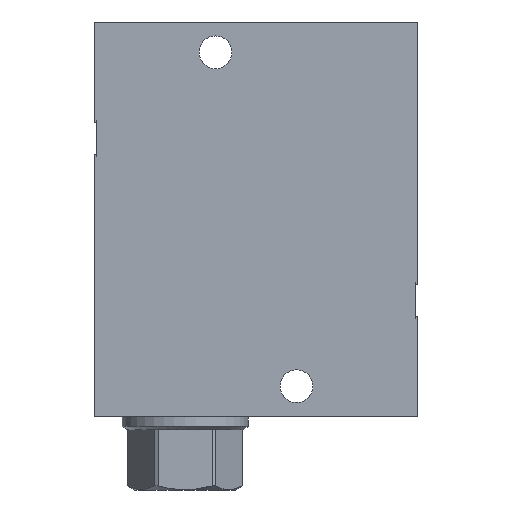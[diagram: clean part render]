
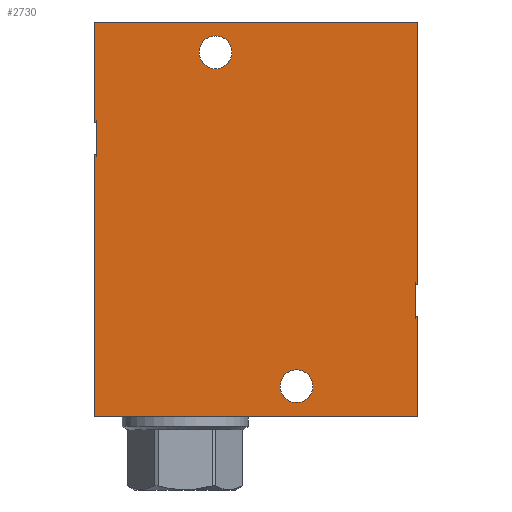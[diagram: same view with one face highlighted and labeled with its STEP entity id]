
A CAD part, front view. The second image highlights one B-rep face of the part: STEP entity #2730.
In plain terms, the highlighted planar face has unit normal (0, -1, 0).
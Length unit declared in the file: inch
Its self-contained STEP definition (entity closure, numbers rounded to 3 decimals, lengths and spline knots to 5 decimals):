
#5=DIRECTION('',(1.,0.,0.));
#6=VECTOR('',#5,4.);
#7=CARTESIAN_POINT('',(0.,-2.25,0.));
#8=LINE('',#7,#6);
#1189=DIRECTION('',(0.,0.,-1.));
#1190=VECTOR('',#1189,0.39263);
#1191=CARTESIAN_POINT('',(0.032,-2.25,3.63431));
#1192=LINE('',#1191,#1190);
#1193=DIRECTION('',(1.,0.,0.));
#1194=VECTOR('',#1193,0.032);
#1195=CARTESIAN_POINT('',(0.,-2.25,3.63431));
#1196=LINE('',#1195,#1194);
#1197=DIRECTION('',(0.,0.,1.));
#1198=VECTOR('',#1197,1.24069);
#1199=CARTESIAN_POINT('',(0.,-2.25,3.63431));
#1200=LINE('',#1199,#1198);
#1201=DIRECTION('',(-1.,0.,0.));
#1202=VECTOR('',#1201,0.032);
#1203=CARTESIAN_POINT('',(4.,-2.25,1.63431));
#1204=LINE('',#1203,#1202);
#1205=DIRECTION('',(0.,0.,-1.));
#1206=VECTOR('',#1205,0.39263);
#1207=CARTESIAN_POINT('',(3.968,-2.25,1.63431));
#1208=LINE('',#1207,#1206);
#1209=DIRECTION('',(-1.,0.,0.));
#1210=VECTOR('',#1209,0.032);
#1211=CARTESIAN_POINT('',(4.,-2.25,1.24169));
#1212=LINE('',#1211,#1210);
#1213=DIRECTION('',(0.,0.,1.));
#1214=VECTOR('',#1213,3.24169);
#1215=CARTESIAN_POINT('',(0.,-2.25,0.));
#1216=LINE('',#1215,#1214);
#1217=DIRECTION('',(1.,0.,0.));
#1218=VECTOR('',#1217,0.032);
#1219=CARTESIAN_POINT('',(0.,-2.25,3.24169));
#1220=LINE('',#1219,#1218);
#1221=CARTESIAN_POINT('',(2.5,-2.25,0.375));
#1222=DIRECTION('',(0.,1.,0.));
#1223=DIRECTION('',(0.,0.,-1.));
#1224=AXIS2_PLACEMENT_3D('',#1221,#1222,#1223);
#1226=CARTESIAN_POINT('',(2.5,-2.25,0.375));
#1227=DIRECTION('',(0.,1.,0.));
#1228=DIRECTION('',(0.,0.,1.));
#1229=AXIS2_PLACEMENT_3D('',#1226,#1227,#1228);
#1231=CARTESIAN_POINT('',(1.5,-2.25,4.5));
#1232=DIRECTION('',(0.,1.,0.));
#1233=DIRECTION('',(0.,0.,-1.));
#1234=AXIS2_PLACEMENT_3D('',#1231,#1232,#1233);
#1236=CARTESIAN_POINT('',(1.5,-2.25,4.5));
#1237=DIRECTION('',(0.,1.,0.));
#1238=DIRECTION('',(0.,0.,1.));
#1239=AXIS2_PLACEMENT_3D('',#1236,#1237,#1238);
#1253=DIRECTION('',(1.,0.,0.));
#1254=VECTOR('',#1253,4.);
#1255=CARTESIAN_POINT('',(0.,-2.25,4.875));
#1256=LINE('',#1255,#1254);
#1272=DIRECTION('',(0.,0.,1.));
#1273=VECTOR('',#1272,1.24169);
#1274=CARTESIAN_POINT('',(4.,-2.25,0.));
#1275=LINE('',#1274,#1273);
#1281=DIRECTION('',(0.,0.,1.));
#1282=VECTOR('',#1281,3.24069);
#1283=CARTESIAN_POINT('',(4.,-2.25,1.63431));
#1284=LINE('',#1283,#1282);
#1568=CARTESIAN_POINT('',(0.,-2.25,0.));
#1570=VERTEX_POINT('',#1568);
#1571=CARTESIAN_POINT('',(4.,-2.25,0.));
#1572=VERTEX_POINT('',#1571);
#1576=CARTESIAN_POINT('',(0.,-2.25,4.875));
#1578=VERTEX_POINT('',#1576);
#1579=CARTESIAN_POINT('',(4.,-2.25,4.875));
#1580=VERTEX_POINT('',#1579);
#1646=CARTESIAN_POINT('',(3.968,-2.25,1.24169));
#1648=VERTEX_POINT('',#1646);
#1650=CARTESIAN_POINT('',(3.968,-2.25,1.63431));
#1652=VERTEX_POINT('',#1650);
#1653=CARTESIAN_POINT('',(4.,-2.25,1.24169));
#1654=VERTEX_POINT('',#1653);
#1655=CARTESIAN_POINT('',(4.,-2.25,1.63431));
#1656=VERTEX_POINT('',#1655);
#1710=CARTESIAN_POINT('',(0.032,-2.25,3.24169));
#1712=VERTEX_POINT('',#1710);
#1713=CARTESIAN_POINT('',(0.032,-2.25,3.63431));
#1714=VERTEX_POINT('',#1713);
#1715=CARTESIAN_POINT('',(0.,-2.25,3.63431));
#1716=VERTEX_POINT('',#1715);
#1717=CARTESIAN_POINT('',(0.,-2.25,3.24169));
#1718=VERTEX_POINT('',#1717);
#1737=CARTESIAN_POINT('',(2.5,-2.25,0.172));
#1738=CARTESIAN_POINT('',(2.5,-2.25,0.578));
#1739=VERTEX_POINT('',#1737);
#1740=VERTEX_POINT('',#1738);
#1749=CARTESIAN_POINT('',(1.5,-2.25,4.297));
#1750=CARTESIAN_POINT('',(1.5,-2.25,4.703));
#1751=VERTEX_POINT('',#1749);
#1752=VERTEX_POINT('',#1750);
#2697=CARTESIAN_POINT('',(0.,-2.25,0.));
#2698=DIRECTION('',(0.,-1.,0.));
#2699=DIRECTION('',(1.,0.,0.));
#2700=AXIS2_PLACEMENT_3D('',#2697,#2698,#2699);
#2701=PLANE('',#2700);
#2702=ORIENTED_EDGE('',*,*,#1917,.F.);
#2703=ORIENTED_EDGE('',*,*,#1899,.F.);
#2704=ORIENTED_EDGE('',*,*,#1873,.T.);
#2706=ORIENTED_EDGE('',*,*,#2705,.T.);
#2708=ORIENTED_EDGE('',*,*,#2707,.F.);
#2710=ORIENTED_EDGE('',*,*,#2709,.T.);
#2711=ORIENTED_EDGE('',*,*,#2587,.T.);
#2712=ORIENTED_EDGE('',*,*,#2610,.F.);
#2714=ORIENTED_EDGE('',*,*,#2713,.F.);
#2715=ORIENTED_EDGE('',*,*,#1832,.F.);
#2716=ORIENTED_EDGE('',*,*,#1854,.T.);
#2717=ORIENTED_EDGE('',*,*,#1885,.T.);
#2718=EDGE_LOOP('',(#2702,#2703,#2704,#2706,#2708,#2710,#2711,#2712,#2714,#2715,
#2716,#2717));
#2719=FACE_OUTER_BOUND('',#2718,.F.);
#2720=ORIENTED_EDGE('',*,*,#2666,.F.);
#2721=ORIENTED_EDGE('',*,*,#2687,.F.);
#2722=EDGE_LOOP('',(#2720,#2721));
#2723=FACE_BOUND('',#2722,.F.);
#2725=ORIENTED_EDGE('',*,*,#2724,.F.);
#2727=ORIENTED_EDGE('',*,*,#2726,.F.);
#2728=EDGE_LOOP('',(#2725,#2727));
#2729=FACE_BOUND('',#2728,.F.);
#2730=ADVANCED_FACE('',(#2719,#2723,#2729),#2701,.T.);
#1225=CIRCLE('',#1224,0.203);
#1230=CIRCLE('',#1229,0.203);
#1235=CIRCLE('',#1234,0.203);
#1240=CIRCLE('',#1239,0.203);
#1832=EDGE_CURVE('',#1570,#1572,#8,.T.);
#1854=EDGE_CURVE('',#1570,#1718,#1216,.T.);
#1873=EDGE_CURVE('',#1716,#1578,#1200,.T.);
#1885=EDGE_CURVE('',#1718,#1712,#1220,.T.);
#1899=EDGE_CURVE('',#1716,#1714,#1196,.T.);
#1917=EDGE_CURVE('',#1714,#1712,#1192,.T.);
#2587=EDGE_CURVE('',#1652,#1648,#1208,.T.);
#2610=EDGE_CURVE('',#1654,#1648,#1212,.T.);
#2666=EDGE_CURVE('',#1739,#1740,#1225,.T.);
#2687=EDGE_CURVE('',#1740,#1739,#1230,.T.);
#2705=EDGE_CURVE('',#1578,#1580,#1256,.T.);
#2707=EDGE_CURVE('',#1656,#1580,#1284,.T.);
#2709=EDGE_CURVE('',#1656,#1652,#1204,.T.);
#2713=EDGE_CURVE('',#1572,#1654,#1275,.T.);
#2724=EDGE_CURVE('',#1751,#1752,#1235,.T.);
#2726=EDGE_CURVE('',#1752,#1751,#1240,.T.);
